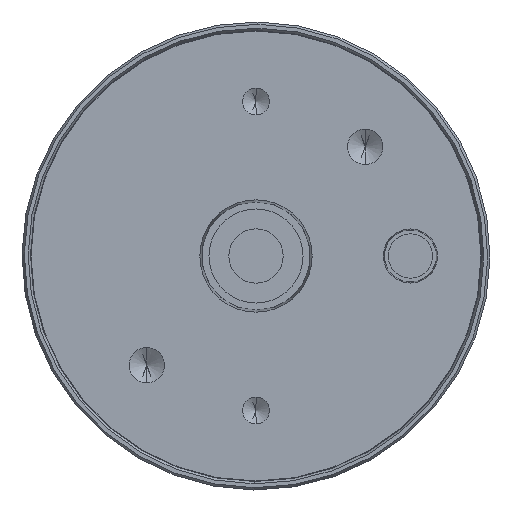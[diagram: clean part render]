
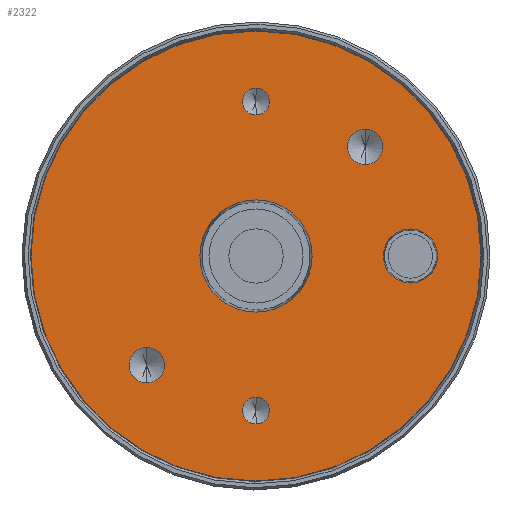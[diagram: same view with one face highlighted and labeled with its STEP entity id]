
A CAD part, front view. The second image highlights one B-rep face of the part: STEP entity #2322.
In plain terms, the highlighted planar face has unit normal (0, -1, 0).
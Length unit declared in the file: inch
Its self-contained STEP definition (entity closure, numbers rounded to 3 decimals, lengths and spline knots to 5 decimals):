
#9 = ORIENTED_EDGE ( 'NONE', *, *, #1991, .F. ) ;
#29 = FACE_BOUND ( 'NONE', #2475, .T. ) ;
#54 = DIRECTION ( 'NONE',  ( 0., -1., 0. ) ) ;
#56 = AXIS2_PLACEMENT_3D ( 'NONE', #422, #1435, #3039 ) ;
#59 = VERTEX_POINT ( 'NONE', #192 ) ;
#77 = FACE_BOUND ( 'NONE', #1429, .T. ) ;
#115 = EDGE_CURVE ( 'NONE', #2508, #1086, #2616, .T. ) ;
#139 = ORIENTED_EDGE ( 'NONE', *, *, #1590, .F. ) ;
#149 = DIRECTION ( 'NONE',  ( 0., -1., 0. ) ) ;
#158 = EDGE_CURVE ( 'NONE', #1086, #2508, #544, .T. ) ;
#171 = EDGE_LOOP ( 'NONE', ( #198, #487 ) ) ;
#173 = AXIS2_PLACEMENT_3D ( 'NONE', #1783, #2752, #615 ) ;
#192 = CARTESIAN_POINT ( 'NONE',  ( 1.155, 0., -0.2025 ) ) ;
#198 = ORIENTED_EDGE ( 'NONE', *, *, #1562, .T. ) ;
#259 = CARTESIAN_POINT ( 'NONE',  ( 0., 0., 1.155 ) ) ;
#268 = EDGE_CURVE ( 'NONE', #2621, #2813, #2306, .T. ) ;
#302 = AXIS2_PLACEMENT_3D ( 'NONE', #3045, #402, #618 ) ;
#327 = CARTESIAN_POINT ( 'NONE',  ( 0., 0., -0.42 ) ) ;
#360 = EDGE_CURVE ( 'NONE', #976, #622, #834, .T. ) ;
#381 = AXIS2_PLACEMENT_3D ( 'NONE', #259, #2379, #1203 ) ;
#402 = DIRECTION ( 'NONE',  ( 0., -1., 0. ) ) ;
#422 = CARTESIAN_POINT ( 'NONE',  ( 0., 0., -1.155 ) ) ;
#468 = DIRECTION ( 'NONE',  ( 0., 0., -1. ) ) ;
#487 = ORIENTED_EDGE ( 'NONE', *, *, #2539, .T. ) ;
#488 = CARTESIAN_POINT ( 'NONE',  ( -0.81671, 0., -0.81671 ) ) ;
#499 = DIRECTION ( 'NONE',  ( 0., 0., -1. ) ) ;
#506 = DIRECTION ( 'NONE',  ( 0., 0., 1. ) ) ;
#519 = ORIENTED_EDGE ( 'NONE', *, *, #693, .F. ) ;
#531 = ORIENTED_EDGE ( 'NONE', *, *, #268, .F. ) ;
#544 = CIRCLE ( 'NONE', #836, 0.13281 ) ;
#548 = EDGE_CURVE ( 'NONE', #781, #1882, #2110, .T. ) ;
#564 = CARTESIAN_POINT ( 'NONE',  ( 0., 0., 1.2555 ) ) ;
#585 = AXIS2_PLACEMENT_3D ( 'NONE', #739, #2627, #506 ) ;
#598 = VERTEX_POINT ( 'NONE', #327 ) ;
#602 = CARTESIAN_POINT ( 'NONE',  ( 0.81671, 0., 0.81671 ) ) ;
#604 = CIRCLE ( 'NONE', #56, 0.1005 ) ;
#615 = DIRECTION ( 'NONE',  ( 0., 0., -1. ) ) ;
#618 = DIRECTION ( 'NONE',  ( 0., 0., -1. ) ) ;
#622 = VERTEX_POINT ( 'NONE', #1752 ) ;
#633 = CARTESIAN_POINT ( 'NONE',  ( 1.155, 0., 0.2025 ) ) ;
#637 = CIRCLE ( 'NONE', #1874, 0.2025 ) ;
#693 = EDGE_CURVE ( 'NONE', #598, #2934, #2879, .T. ) ;
#714 = ORIENTED_EDGE ( 'NONE', *, *, #945, .F. ) ;
#739 = CARTESIAN_POINT ( 'NONE',  ( 0., 0., 0. ) ) ;
#744 = AXIS2_PLACEMENT_3D ( 'NONE', #1434, #1898, #2403 ) ;
#756 = CARTESIAN_POINT ( 'NONE',  ( 0., 0., -1.6825 ) ) ;
#781 = VERTEX_POINT ( 'NONE', #564 ) ;
#798 = FACE_BOUND ( 'NONE', #2139, .T. ) ;
#834 = CIRCLE ( 'NONE', #1711, 0.13281 ) ;
#836 = AXIS2_PLACEMENT_3D ( 'NONE', #488, #3078, #468 ) ;
#852 = CARTESIAN_POINT ( 'NONE',  ( 0.81671, 0., 0.68389 ) ) ;
#924 = ORIENTED_EDGE ( 'NONE', *, *, #1599, .F. ) ;
#928 = CARTESIAN_POINT ( 'NONE',  ( -0.81671, 0., -0.68389 ) ) ;
#945 = EDGE_CURVE ( 'NONE', #2934, #598, #1314, .T. ) ;
#976 = VERTEX_POINT ( 'NONE', #852 ) ;
#1017 = CARTESIAN_POINT ( 'NONE',  ( 0., 0., -1.155 ) ) ;
#1032 = CIRCLE ( 'NONE', #2724, 1.6825 ) ;
#1067 = CARTESIAN_POINT ( 'NONE',  ( 0., 0., 1.155 ) ) ;
#1086 = VERTEX_POINT ( 'NONE', #928 ) ;
#1091 = CARTESIAN_POINT ( 'NONE',  ( 0.81671, 0., 0.81671 ) ) ;
#1095 = DIRECTION ( 'NONE',  ( 0., 0., -1. ) ) ;
#1118 = EDGE_CURVE ( 'NONE', #2813, #2621, #604, .T. ) ;
#1139 = DIRECTION ( 'NONE',  ( 0., 0., -1. ) ) ;
#1189 = CARTESIAN_POINT ( 'NONE',  ( 0., 0., -1.0545 ) ) ;
#1203 = DIRECTION ( 'NONE',  ( 0., 0., -1. ) ) ;
#1261 = CIRCLE ( 'NONE', #2858, 1.6825 ) ;
#1314 = CIRCLE ( 'NONE', #2500, 0.42 ) ;
#1326 = CARTESIAN_POINT ( 'NONE',  ( 0., 0., 0. ) ) ;
#1376 = DIRECTION ( 'NONE',  ( 0., -1., 0. ) ) ;
#1381 = ORIENTED_EDGE ( 'NONE', *, *, #1118, .F. ) ;
#1395 = ORIENTED_EDGE ( 'NONE', *, *, #115, .F. ) ;
#1429 = EDGE_LOOP ( 'NONE', ( #2477, #139 ) ) ;
#1434 = CARTESIAN_POINT ( 'NONE',  ( -0.81671, 0., -0.81671 ) ) ;
#1435 = DIRECTION ( 'NONE',  ( 0., -1., 0. ) ) ;
#1473 = PLANE ( 'NONE',  #585 ) ;
#1518 = DIRECTION ( 'NONE',  ( 0., -1., 0. ) ) ;
#1524 = DIRECTION ( 'NONE',  ( 0., -1., 0. ) ) ;
#1562 = EDGE_CURVE ( 'NONE', #2350, #2694, #1261, .T. ) ;
#1590 = EDGE_CURVE ( 'NONE', #622, #976, #2142, .T. ) ;
#1594 = EDGE_LOOP ( 'NONE', ( #1395, #2679 ) ) ;
#1599 = EDGE_CURVE ( 'NONE', #2635, #59, #2237, .T. ) ;
#1631 = CARTESIAN_POINT ( 'NONE',  ( 0., 0., 1.6825 ) ) ;
#1662 = CARTESIAN_POINT ( 'NONE',  ( 0., 0., 0. ) ) ;
#1711 = AXIS2_PLACEMENT_3D ( 'NONE', #1091, #2803, #1139 ) ;
#1732 = DIRECTION ( 'NONE',  ( 0., 0., -1. ) ) ;
#1752 = CARTESIAN_POINT ( 'NONE',  ( 0.81671, 0., 0.94952 ) ) ;
#1771 = EDGE_LOOP ( 'NONE', ( #9, #924 ) ) ;
#1780 = CARTESIAN_POINT ( 'NONE',  ( 1.155, 0., 0. ) ) ;
#1783 = CARTESIAN_POINT ( 'NONE',  ( 1.155, 0., 0. ) ) ;
#1874 = AXIS2_PLACEMENT_3D ( 'NONE', #1780, #149, #1095 ) ;
#1882 = VERTEX_POINT ( 'NONE', #3040 ) ;
#1898 = DIRECTION ( 'NONE',  ( 0., -1., 0. ) ) ;
#1936 = FACE_OUTER_BOUND ( 'NONE', #171, .T. ) ;
#1971 = AXIS2_PLACEMENT_3D ( 'NONE', #1067, #1518, #2230 ) ;
#1991 = EDGE_CURVE ( 'NONE', #59, #2635, #637, .T. ) ;
#2110 = CIRCLE ( 'NONE', #1971, 0.1005 ) ;
#2139 = EDGE_LOOP ( 'NONE', ( #531, #1381 ) ) ;
#2142 = CIRCLE ( 'NONE', #3020, 0.13281 ) ;
#2175 = FACE_BOUND ( 'NONE', #1771, .T. ) ;
#2207 = DIRECTION ( 'NONE',  ( 0., 0., -1. ) ) ;
#2230 = DIRECTION ( 'NONE',  ( 0., 0., -1. ) ) ;
#2237 = CIRCLE ( 'NONE', #173, 0.2025 ) ;
#2306 = CIRCLE ( 'NONE', #2612, 0.1005 ) ;
#2314 = DIRECTION ( 'NONE',  ( 0., 0., -1. ) ) ;
#2322 = ADVANCED_FACE ( 'NONE', ( #77, #2693, #2450, #798, #2175, #29, #1936 ), #1473, .F. ) ;
#2350 = VERTEX_POINT ( 'NONE', #756 ) ;
#2379 = DIRECTION ( 'NONE',  ( 0., -1., 0. ) ) ;
#2403 = DIRECTION ( 'NONE',  ( 0., 0., -1. ) ) ;
#2450 = FACE_BOUND ( 'NONE', #3086, .T. ) ;
#2475 = EDGE_LOOP ( 'NONE', ( #519, #714 ) ) ;
#2477 = ORIENTED_EDGE ( 'NONE', *, *, #360, .F. ) ;
#2484 = DIRECTION ( 'NONE',  ( 0., -1., 0. ) ) ;
#2500 = AXIS2_PLACEMENT_3D ( 'NONE', #2938, #54, #1732 ) ;
#2508 = VERTEX_POINT ( 'NONE', #2876 ) ;
#2521 = DIRECTION ( 'NONE',  ( 0., 0., -1. ) ) ;
#2538 = ORIENTED_EDGE ( 'NONE', *, *, #548, .F. ) ;
#2539 = EDGE_CURVE ( 'NONE', #2694, #2350, #1032, .T. ) ;
#2612 = AXIS2_PLACEMENT_3D ( 'NONE', #1017, #1524, #2207 ) ;
#2616 = CIRCLE ( 'NONE', #744, 0.13281 ) ;
#2619 = DIRECTION ( 'NONE',  ( 0., -1., 0. ) ) ;
#2621 = VERTEX_POINT ( 'NONE', #3024 ) ;
#2627 = DIRECTION ( 'NONE',  ( 0., 1., 0. ) ) ;
#2628 = ORIENTED_EDGE ( 'NONE', *, *, #2699, .F. ) ;
#2635 = VERTEX_POINT ( 'NONE', #633 ) ;
#2679 = ORIENTED_EDGE ( 'NONE', *, *, #158, .F. ) ;
#2693 = FACE_BOUND ( 'NONE', #1594, .T. ) ;
#2694 = VERTEX_POINT ( 'NONE', #1631 ) ;
#2699 = EDGE_CURVE ( 'NONE', #1882, #781, #2919, .T. ) ;
#2714 = CARTESIAN_POINT ( 'NONE',  ( 0., 0., 0.42 ) ) ;
#2724 = AXIS2_PLACEMENT_3D ( 'NONE', #1662, #2619, #499 ) ;
#2752 = DIRECTION ( 'NONE',  ( 0., -1., 0. ) ) ;
#2803 = DIRECTION ( 'NONE',  ( 0., -1., 0. ) ) ;
#2813 = VERTEX_POINT ( 'NONE', #1189 ) ;
#2858 = AXIS2_PLACEMENT_3D ( 'NONE', #1326, #1376, #2314 ) ;
#2876 = CARTESIAN_POINT ( 'NONE',  ( -0.81671, 0., -0.94952 ) ) ;
#2879 = CIRCLE ( 'NONE', #302, 0.42 ) ;
#2919 = CIRCLE ( 'NONE', #381, 0.1005 ) ;
#2934 = VERTEX_POINT ( 'NONE', #2714 ) ;
#2938 = CARTESIAN_POINT ( 'NONE',  ( 0., 0., 0. ) ) ;
#3020 = AXIS2_PLACEMENT_3D ( 'NONE', #602, #2484, #2521 ) ;
#3024 = CARTESIAN_POINT ( 'NONE',  ( 0., 0., -1.2555 ) ) ;
#3039 = DIRECTION ( 'NONE',  ( 0., 0., -1. ) ) ;
#3040 = CARTESIAN_POINT ( 'NONE',  ( 0., 0., 1.0545 ) ) ;
#3045 = CARTESIAN_POINT ( 'NONE',  ( 0., 0., 0. ) ) ;
#3078 = DIRECTION ( 'NONE',  ( 0., -1., 0. ) ) ;
#3086 = EDGE_LOOP ( 'NONE', ( #2628, #2538 ) ) ;
